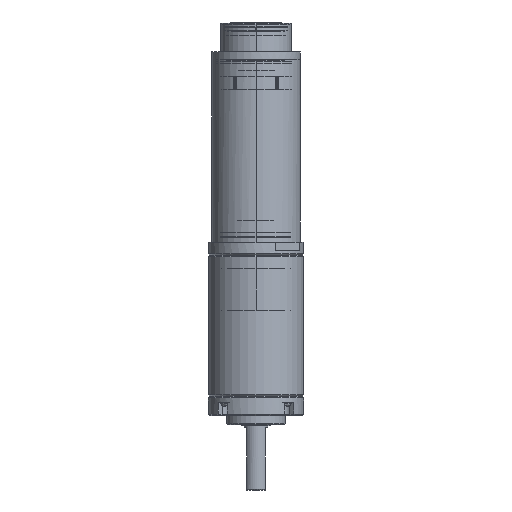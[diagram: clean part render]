
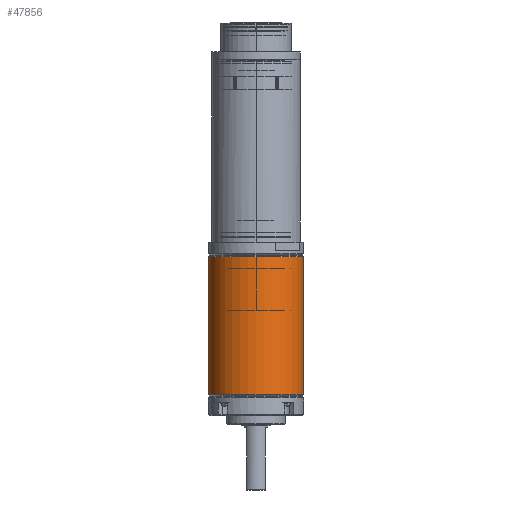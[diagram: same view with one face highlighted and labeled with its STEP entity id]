
A CAD part, left-side view. The second image highlights one B-rep face of the part: STEP entity #47856.
In plain terms, the highlighted cylindrical face has radius 16 mm (diameter 32 mm), a partial arc.
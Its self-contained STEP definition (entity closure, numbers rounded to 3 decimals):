
#44658=CARTESIAN_POINT('',(0.,0.,-52.9));
#44659=DIRECTION('',(0.,0.,1.));
#44660=DIRECTION('',(0.,1.,0.));
#44661=AXIS2_PLACEMENT_3D('',#44658,#44659,#44660);
#44676=DIRECTION('',(0.,0.,-1.));
#44677=VECTOR('',#44676,46.5);
#44678=CARTESIAN_POINT('',(0.,16.,-6.4));
#44679=LINE('',#44678,#44677);
#44680=DIRECTION('',(0.,0.,-1.));
#44681=VECTOR('',#44680,46.5);
#44682=CARTESIAN_POINT('',(0.,-16.,-6.4));
#44683=LINE('',#44682,#44681);
#44689=CARTESIAN_POINT('',(0.,0.,-6.4));
#44690=DIRECTION('',(0.,0.,1.));
#44691=DIRECTION('',(0.,1.,0.));
#44692=AXIS2_PLACEMENT_3D('',#44689,#44690,#44691);
#47106=CARTESIAN_POINT('',(0.,16.,-6.4));
#47107=CARTESIAN_POINT('',(0.,16.,-52.9));
#47108=VERTEX_POINT('',#47106);
#47109=VERTEX_POINT('',#47107);
#47114=CARTESIAN_POINT('',(0.,-16.,-6.4));
#47115=CARTESIAN_POINT('',(0.,-16.,-52.9));
#47116=VERTEX_POINT('',#47114);
#47117=VERTEX_POINT('',#47115);
#47844=CARTESIAN_POINT('',(0.,0.,-89.075));
#47845=DIRECTION('',(0.,0.,1.));
#47846=DIRECTION('',(0.,-1.,0.));
#47847=AXIS2_PLACEMENT_3D('',#47844,#47845,#47846);
#47848=CYLINDRICAL_SURFACE('',#47847,16.);
#47849=ORIENTED_EDGE('',*,*,#47834,.F.);
#47851=ORIENTED_EDGE('',*,*,#47850,.T.);
#47852=ORIENTED_EDGE('',*,*,#47837,.T.);
#47853=ORIENTED_EDGE('',*,*,#47808,.F.);
#47854=EDGE_LOOP('',(#47849,#47851,#47852,#47853));
#47855=FACE_OUTER_BOUND('',#47854,.F.);
#47856=ADVANCED_FACE('',(#47855),#47848,.T.);
#44662=CIRCLE('',#44661,16.);
#44693=CIRCLE('',#44692,16.);
#47808=EDGE_CURVE('',#47109,#47117,#44662,.T.);
#47834=EDGE_CURVE('',#47108,#47109,#44679,.T.);
#47837=EDGE_CURVE('',#47116,#47117,#44683,.T.);
#47850=EDGE_CURVE('',#47108,#47116,#44693,.T.);
